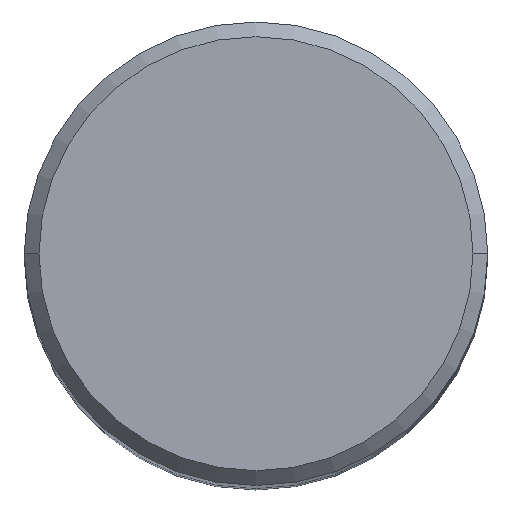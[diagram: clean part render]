
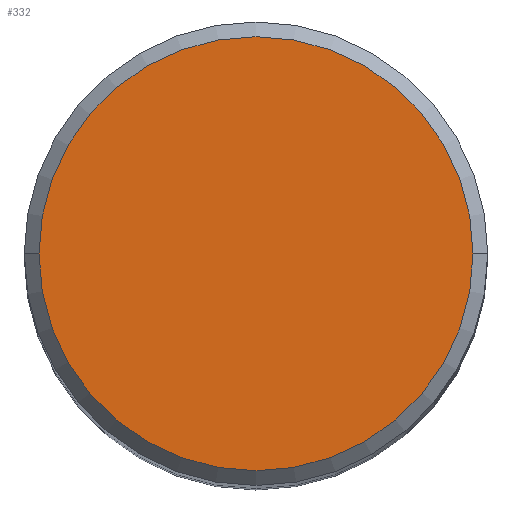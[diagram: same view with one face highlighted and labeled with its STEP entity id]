
A CAD part, top view. The second image highlights one B-rep face of the part: STEP entity #332.
In plain terms, the highlighted planar face has unit normal (0, 0, 1).
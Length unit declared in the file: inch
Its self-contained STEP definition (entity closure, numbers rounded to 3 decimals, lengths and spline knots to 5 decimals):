
#24 = ORIENTED_EDGE ( 'NONE', *, *, #80, .T. ) ;
#25 = CARTESIAN_POINT ( 'NONE',  ( 0., 0.29495, 0. ) ) ;
#80 = EDGE_CURVE ( 'NONE', #226, #129, #357, .T. ) ;
#114 = CARTESIAN_POINT ( 'NONE',  ( -0.29495, 0., 0. ) ) ;
#129 = VERTEX_POINT ( 'NONE', #349 ) ;
#130 = DIRECTION ( 'NONE',  ( 0., 0., -1. ) ) ;
#142 = CARTESIAN_POINT ( 'NONE',  ( 0., 0., 0. ) ) ;
#146 = DIRECTION ( 'NONE',  ( 1., 0., 0. ) ) ;
#178 = CIRCLE ( 'NONE', #269, 0.29495 ) ;
#185 = EDGE_LOOP ( 'NONE', ( #24, #361 ) ) ;
#194 = EDGE_CURVE ( 'NONE', #129, #226, #178, .T. ) ;
#226 = VERTEX_POINT ( 'NONE', #114 ) ;
#236 = DIRECTION ( 'NONE',  ( 0., 0., 1. ) ) ;
#244 = DIRECTION ( 'NONE',  ( -1., 0., 0. ) ) ;
#261 = CARTESIAN_POINT ( 'NONE',  ( 0., 0., 0. ) ) ;
#263 = DIRECTION ( 'NONE',  ( 0., 0., 1. ) ) ;
#269 = AXIS2_PLACEMENT_3D ( 'NONE', #261, #236, #146 ) ;
#272 = PLANE ( 'NONE',  #358 ) ;
#286 = DIRECTION ( 'NONE',  ( 1., 0., 0. ) ) ;
#308 = AXIS2_PLACEMENT_3D ( 'NONE', #142, #263, #286 ) ;
#332 = ADVANCED_FACE ( 'NONE', ( #355 ), #272, .F. ) ;
#349 = CARTESIAN_POINT ( 'NONE',  ( 0.29495, 0., 0. ) ) ;
#355 = FACE_OUTER_BOUND ( 'NONE', #185, .T. ) ;
#357 = CIRCLE ( 'NONE', #308, 0.29495 ) ;
#358 = AXIS2_PLACEMENT_3D ( 'NONE', #25, #130, #244 ) ;
#361 = ORIENTED_EDGE ( 'NONE', *, *, #194, .T. ) ;
